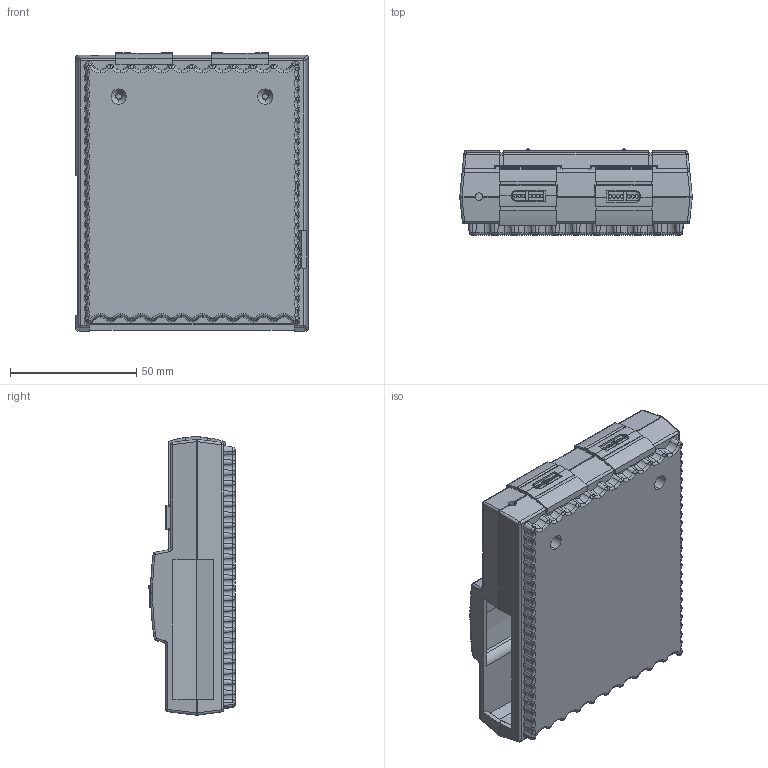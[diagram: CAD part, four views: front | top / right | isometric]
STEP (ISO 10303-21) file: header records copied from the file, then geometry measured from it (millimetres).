
FILE_DESCRIPTION(('STEP AP214'),'1');
FILE_NAME('Mini_SNES_CAD.step','2016-05-09T01:39:19',(' '),(' '),'Spatial InterOp 3D',' ',' ');
FILE_SCHEMA(('automotive_design'));
Length unit declared in the file: millimetre
Products named in the file (8): Buttons; Power and Select; Eject; SNES; Bottom; Top; Controller Connectors; Mini_SNES_CAD
Assembly tree (7 placements, depth 4):
  Mini_SNES_CAD
    SNES
      Buttons
        Power and Select
        Eject
      Bottom
      Top
      Controller Connectors
Bounding box: 92 x 34.05 x 110.08 mm (x, y, z)
Volume: 75996.5 mm3; surface area: 62988.8 mm2
Topology: 7 solids, 7 shells, 901 faces, 2340 edges, 1454 vertices
Faces by surface type: plane 302, torus 186, cone 186, cylinder 178, bspline 26, sphere 23
Entity records: 37377 total; most frequent: CARTESIAN_POINT 7209, DIRECTION 5158, ORIENTED_EDGE 4648, EDGE_CURVE 2324, AXIS2_PLACEMENT_3D 2022, VERTEX_POINT 1454, LINE 1114, VECTOR 1114
